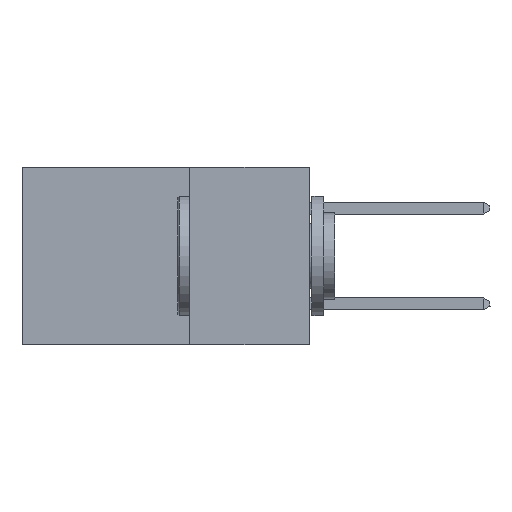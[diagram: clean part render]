
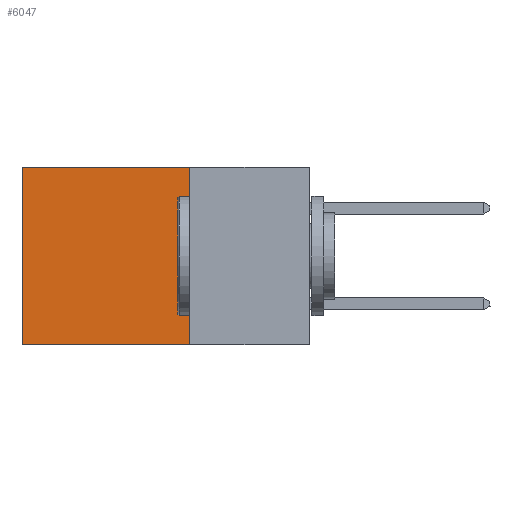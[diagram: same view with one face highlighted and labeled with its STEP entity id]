
A CAD part, left-side view. The second image highlights one B-rep face of the part: STEP entity #6047.
In plain terms, the highlighted planar face has unit normal (-1, 0, 0).
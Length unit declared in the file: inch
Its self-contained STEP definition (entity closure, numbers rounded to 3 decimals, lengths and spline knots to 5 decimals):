
#1029 = LINE ( 'NONE', #4132, #8523 ) ;
#2092 = VERTEX_POINT ( 'NONE', #4419 ) ;
#2357 = EDGE_CURVE ( 'NONE', #11227, #18179, #6810, .T. ) ;
#2602 = DIRECTION ( 'NONE',  ( 0., 0., -1. ) ) ;
#3260 = ORIENTED_EDGE ( 'NONE', *, *, #2357, .T. ) ;
#4132 = CARTESIAN_POINT ( 'NONE',  ( 0.2875, 0.25, -0.37 ) ) ;
#4419 = CARTESIAN_POINT ( 'NONE',  ( 0.2875, 0.25, 0. ) ) ;
#4948 = CARTESIAN_POINT ( 'NONE',  ( 0.2875, 0.6, 0. ) ) ;
#5492 = EDGE_CURVE ( 'NONE', #2092, #9900, #14762, .T. ) ;
#6047 = ADVANCED_FACE ( 'NONE', ( #7918 ), #14143, .F. ) ;
#6234 = EDGE_CURVE ( 'NONE', #9900, #18179, #1029, .T. ) ;
#6640 = EDGE_LOOP ( 'NONE', ( #3260, #8525, #16641, #13373 ) ) ;
#6810 = LINE ( 'NONE', #4948, #14802 ) ;
#7059 = AXIS2_PLACEMENT_3D ( 'NONE', #15968, #23574, #2602 ) ;
#7918 = FACE_OUTER_BOUND ( 'NONE', #6640, .T. ) ;
#8523 = VECTOR ( 'NONE', #18789, 39.37008 ) ;
#8525 = ORIENTED_EDGE ( 'NONE', *, *, #6234, .F. ) ;
#8702 = CARTESIAN_POINT ( 'NONE',  ( 0.2875, 0.6, 0. ) ) ;
#8920 = LINE ( 'NONE', #11930, #18326 ) ;
#9900 = VERTEX_POINT ( 'NONE', #13953 ) ;
#9951 = CARTESIAN_POINT ( 'NONE',  ( 0.2875, 0.25, 0. ) ) ;
#10018 = VECTOR ( 'NONE', #15717, 39.37008 ) ;
#10020 = DIRECTION ( 'NONE',  ( 0., 1., 0. ) ) ;
#11227 = VERTEX_POINT ( 'NONE', #8702 ) ;
#11930 = CARTESIAN_POINT ( 'NONE',  ( 0.2875, 0.25, 0. ) ) ;
#12524 = CARTESIAN_POINT ( 'NONE',  ( 0.2875, 0.6, -0.37 ) ) ;
#13373 = ORIENTED_EDGE ( 'NONE', *, *, #19947, .T. ) ;
#13953 = CARTESIAN_POINT ( 'NONE',  ( 0.2875, 0.25, -0.37 ) ) ;
#14143 = PLANE ( 'NONE',  #7059 ) ;
#14762 = LINE ( 'NONE', #9951, #10018 ) ;
#14802 = VECTOR ( 'NONE', #21765, 39.37008 ) ;
#15717 = DIRECTION ( 'NONE',  ( 0., 0., -1. ) ) ;
#15968 = CARTESIAN_POINT ( 'NONE',  ( 0.2875, 0.25, 0. ) ) ;
#16641 = ORIENTED_EDGE ( 'NONE', *, *, #5492, .F. ) ;
#18179 = VERTEX_POINT ( 'NONE', #12524 ) ;
#18326 = VECTOR ( 'NONE', #10020, 39.37008 ) ;
#18789 = DIRECTION ( 'NONE',  ( 0., 1., 0. ) ) ;
#19947 = EDGE_CURVE ( 'NONE', #2092, #11227, #8920, .T. ) ;
#21765 = DIRECTION ( 'NONE',  ( 0., 0., -1. ) ) ;
#23574 = DIRECTION ( 'NONE',  ( 1., 0., 0. ) ) ;
